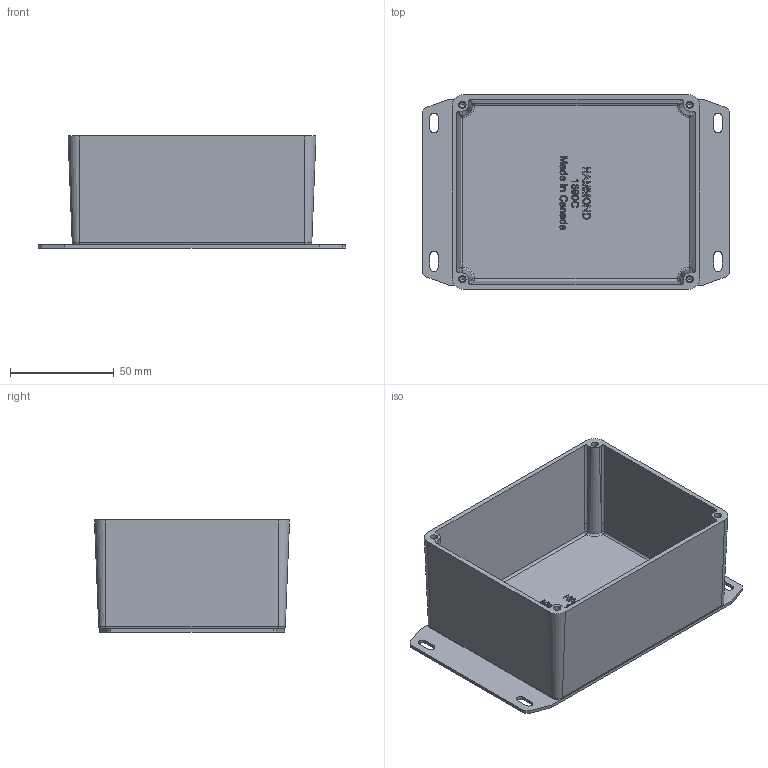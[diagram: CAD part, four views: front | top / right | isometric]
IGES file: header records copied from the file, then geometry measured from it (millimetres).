
Global section: file name: No Iges File Name specified; native system: Autodesk Inventor 2009; preprocessor: AutoDesk Inventor Iges Exporter R2009; author: trinas; date: 20090303.164657; units: millimetre
Bounding box: 148.13 x 94 x 54 mm (x, y, z)
Volume: 94057 mm3; surface area: 69300.9 mm2
Topology: 1 solids, 1 shells, 495 faces, 1310 edges, 848 vertices
Faces by surface type: bspline 234, plane 225, revolution 20, cone 8, cylinder 4, torus 4
